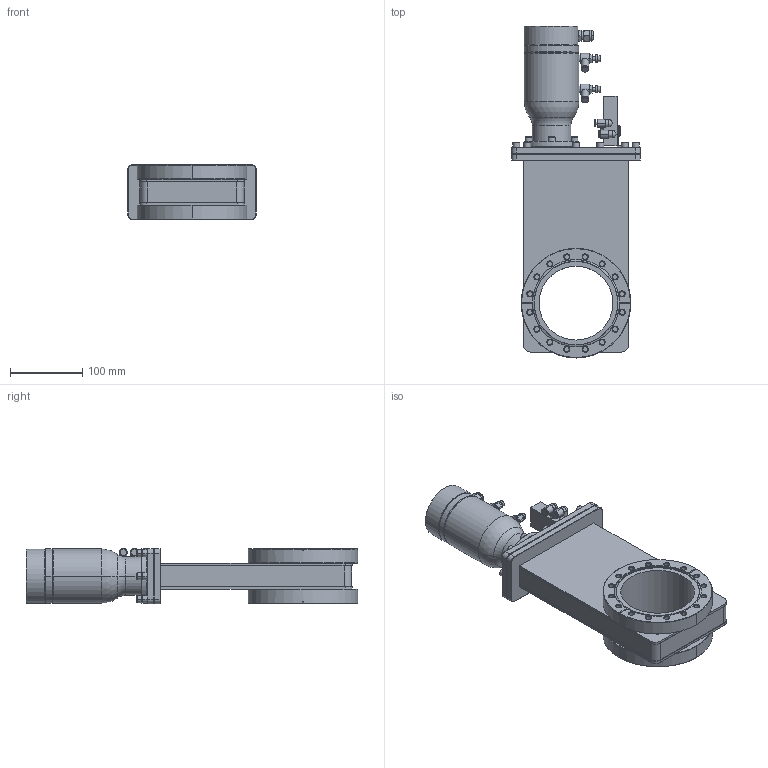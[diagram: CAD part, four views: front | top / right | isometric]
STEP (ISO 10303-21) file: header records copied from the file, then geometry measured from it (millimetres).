
FILE_DESCRIPTION((''),'2;1');
FILE_NAME('11212-0400R','2011-01-07T',('jd'),(''),'PRO/ENGINEER BY PARAMETRIC TECHNOLOGY CORPORATION, 2010280','PRO/ENGINEER BY PARAMETRIC TECHNOLOGY CORPORATION, 2010280','');
FILE_SCHEMA(('CONFIG_CONTROL_DESIGN'));
Length unit declared in the file: inch
Products named in the file (1): 11212-0400R
Bounding box: 177.8 x 459.08 x 76.45 mm (x, y, z)
Volume: 2400970 mm3; surface area: 252832.1 mm2
Topology: 1 solids, 35 shells, 866 faces, 1998 edges, 1258 vertices
Faces by surface type: plane 391, cylinder 263, cone 192, torus 16, sphere 4
Entity records: 25998 total; most frequent: CARTESIAN_POINT 5970, DIRECTION 4412, ORIENTED_EDGE 3856, EDGE_CURVE 1996, AXIS2_PLACEMENT_3D 1709, VERTEX_POINT 1258, VECTOR 994, LINE 994
